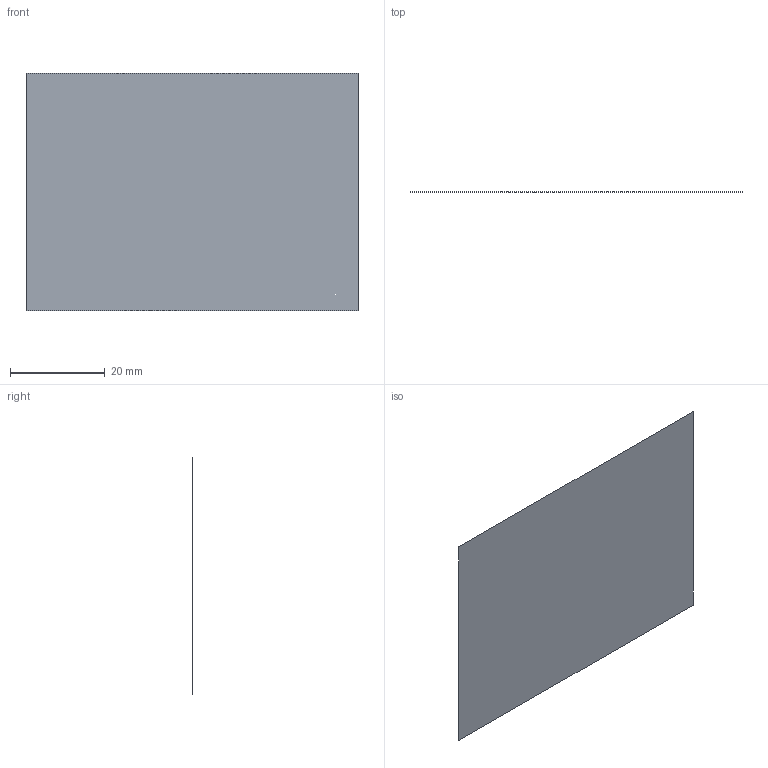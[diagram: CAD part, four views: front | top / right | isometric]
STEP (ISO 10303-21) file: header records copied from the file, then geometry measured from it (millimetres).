
FILE_DESCRIPTION(('CATIA V5 STEP Exchange'),'2;1');
FILE_NAME('c2-ct-203.stp','2001-08-28T08:06:11+00:00',('none'),('none'),'CATIA Version 5 Release 7 (IN-7)','CATIA V5 STEP AP203',' none');
FILE_SCHEMA(('CCD_CLA_GVP_AST_ASD'));
Length unit declared in the file: millimetre
Products named in the file (1): Part
Bounding box: 70 x 0 x 50 mm (x, y, z)
Surface area: 3500 mm2 (no closed solid volume)
Topology: 0 solids, 1 shells, 1 faces, 5 edges, 6 vertices
Faces by surface type: plane 1
Entity records: 124 total; most frequent: CARTESIAN_POINT 25, DIRECTION 6, PERSON_AND_ORGANIZATION_ROLE 4, ORIENTED_EDGE 4, VECTOR 4, CC_DESIGN_PERSON_AND_ORGANIZATION_ASSIGNMENT 4, EDGE_CURVE 4, LINE 4
